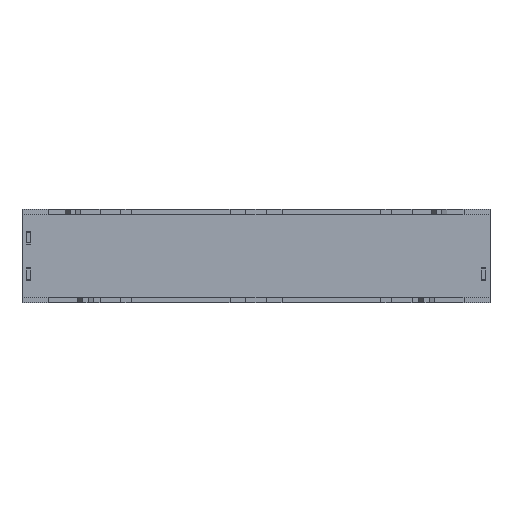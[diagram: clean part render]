
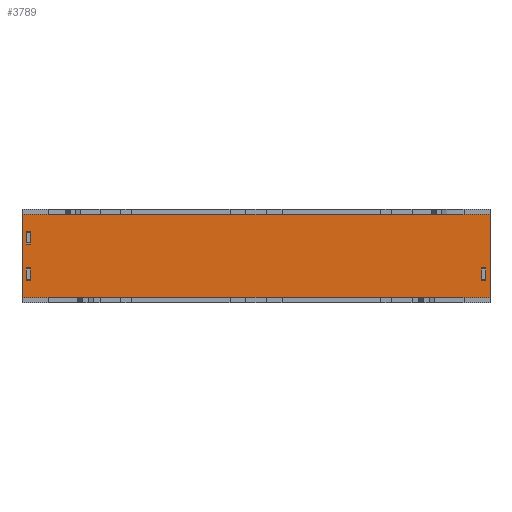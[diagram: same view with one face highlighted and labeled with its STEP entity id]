
A CAD part, front view. The second image highlights one B-rep face of the part: STEP entity #3789.
In plain terms, the highlighted planar face has unit normal (0, -1, 0).
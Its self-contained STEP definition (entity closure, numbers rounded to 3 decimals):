
#1855 = EDGE_CURVE('',#1856,#1858,#1860,.T.);
#1856 = VERTEX_POINT('',#1857);
#1857 = CARTESIAN_POINT('',(22.5,1.,4.));
#1858 = VERTEX_POINT('',#1859);
#1859 = CARTESIAN_POINT('',(22.5,1.,-4.));
#1860 = LINE('',#1861,#1862);
#1861 = CARTESIAN_POINT('',(22.5,1.,4.));
#1862 = VECTOR('',#1863,1.);
#1863 = DIRECTION('',(0.,0.,-1.));
#2192 = VERTEX_POINT('',#2193);
#2193 = CARTESIAN_POINT('',(12.,1.,4.));
#2296 = VERTEX_POINT('',#2297);
#2297 = CARTESIAN_POINT('',(1.,1.,4.));
#2352 = VERTEX_POINT('',#2353);
#2353 = CARTESIAN_POINT('',(-1.,1.,4.));
#2456 = VERTEX_POINT('',#2457);
#2457 = CARTESIAN_POINT('',(-12.,1.,4.));
#2751 = VERTEX_POINT('',#2752);
#2752 = CARTESIAN_POINT('',(-20.,1.,4.));
#2810 = VERTEX_POINT('',#2811);
#2811 = CARTESIAN_POINT('',(20.,1.,4.));
#2863 = EDGE_CURVE('',#2864,#2866,#2868,.T.);
#2864 = VERTEX_POINT('',#2865);
#2865 = CARTESIAN_POINT('',(-22.5,1.,-4.));
#2866 = VERTEX_POINT('',#2867);
#2867 = CARTESIAN_POINT('',(-22.5,1.,4.));
#2868 = LINE('',#2869,#2870);
#2869 = CARTESIAN_POINT('',(-22.5,1.,-4.));
#2870 = VECTOR('',#2871,1.);
#2871 = DIRECTION('',(0.,0.,1.));
#3071 = VERTEX_POINT('',#3072);
#3072 = CARTESIAN_POINT('',(20.,1.,-4.));
#3105 = VERTEX_POINT('',#3106);
#3106 = CARTESIAN_POINT('',(-20.,1.,-4.));
#3393 = VERTEX_POINT('',#3394);
#3394 = CARTESIAN_POINT('',(-12.,1.,-4.));
#3497 = VERTEX_POINT('',#3498);
#3498 = CARTESIAN_POINT('',(-1.,1.,-4.));
#3553 = VERTEX_POINT('',#3554);
#3554 = CARTESIAN_POINT('',(1.,1.,-4.));
#3657 = VERTEX_POINT('',#3658);
#3658 = CARTESIAN_POINT('',(12.,1.,-4.));
#3778 = EDGE_CURVE('',#1856,#2810,#3779,.T.);
#3779 = LINE('',#3780,#3781);
#3780 = CARTESIAN_POINT('',(22.5,1.,4.));
#3781 = VECTOR('',#3782,1.);
#3782 = DIRECTION('',(-1.,0.,0.));
#3789 = ADVANCED_FACE('',(#3790,#3873,#3907,#3941),#3975,.F.);
#3790 = FACE_BOUND('',#3791,.F.);
#3791 = EDGE_LOOP('',(#3792,#3798,#3799,#3805,#3811,#3817,#3823,#3829,
    #3835,#3836,#3837,#3843,#3849,#3855,#3861,#3867));
#3792 = ORIENTED_EDGE('',*,*,#3793,.F.);
#3793 = EDGE_CURVE('',#2864,#3105,#3794,.T.);
#3794 = LINE('',#3795,#3796);
#3795 = CARTESIAN_POINT('',(-22.5,1.,-4.));
#3796 = VECTOR('',#3797,1.);
#3797 = DIRECTION('',(1.,0.,0.));
#3798 = ORIENTED_EDGE('',*,*,#2863,.T.);
#3799 = ORIENTED_EDGE('',*,*,#3800,.F.);
#3800 = EDGE_CURVE('',#2751,#2866,#3801,.T.);
#3801 = LINE('',#3802,#3803);
#3802 = CARTESIAN_POINT('',(22.5,1.,4.));
#3803 = VECTOR('',#3804,1.);
#3804 = DIRECTION('',(-1.,0.,0.));
#3805 = ORIENTED_EDGE('',*,*,#3806,.F.);
#3806 = EDGE_CURVE('',#2456,#2751,#3807,.T.);
#3807 = LINE('',#3808,#3809);
#3808 = CARTESIAN_POINT('',(22.5,1.,4.));
#3809 = VECTOR('',#3810,1.);
#3810 = DIRECTION('',(-1.,0.,0.));
#3811 = ORIENTED_EDGE('',*,*,#3812,.F.);
#3812 = EDGE_CURVE('',#2352,#2456,#3813,.T.);
#3813 = LINE('',#3814,#3815);
#3814 = CARTESIAN_POINT('',(22.5,1.,4.));
#3815 = VECTOR('',#3816,1.);
#3816 = DIRECTION('',(-1.,0.,0.));
#3817 = ORIENTED_EDGE('',*,*,#3818,.F.);
#3818 = EDGE_CURVE('',#2296,#2352,#3819,.T.);
#3819 = LINE('',#3820,#3821);
#3820 = CARTESIAN_POINT('',(22.5,1.,4.));
#3821 = VECTOR('',#3822,1.);
#3822 = DIRECTION('',(-1.,0.,0.));
#3823 = ORIENTED_EDGE('',*,*,#3824,.F.);
#3824 = EDGE_CURVE('',#2192,#2296,#3825,.T.);
#3825 = LINE('',#3826,#3827);
#3826 = CARTESIAN_POINT('',(22.5,1.,4.));
#3827 = VECTOR('',#3828,1.);
#3828 = DIRECTION('',(-1.,0.,0.));
#3829 = ORIENTED_EDGE('',*,*,#3830,.F.);
#3830 = EDGE_CURVE('',#2810,#2192,#3831,.T.);
#3831 = LINE('',#3832,#3833);
#3832 = CARTESIAN_POINT('',(22.5,1.,4.));
#3833 = VECTOR('',#3834,1.);
#3834 = DIRECTION('',(-1.,0.,0.));
#3835 = ORIENTED_EDGE('',*,*,#3778,.F.);
#3836 = ORIENTED_EDGE('',*,*,#1855,.T.);
#3837 = ORIENTED_EDGE('',*,*,#3838,.F.);
#3838 = EDGE_CURVE('',#3071,#1858,#3839,.T.);
#3839 = LINE('',#3840,#3841);
#3840 = CARTESIAN_POINT('',(-22.5,1.,-4.));
#3841 = VECTOR('',#3842,1.);
#3842 = DIRECTION('',(1.,0.,0.));
#3843 = ORIENTED_EDGE('',*,*,#3844,.F.);
#3844 = EDGE_CURVE('',#3657,#3071,#3845,.T.);
#3845 = LINE('',#3846,#3847);
#3846 = CARTESIAN_POINT('',(-22.5,1.,-4.));
#3847 = VECTOR('',#3848,1.);
#3848 = DIRECTION('',(1.,0.,0.));
#3849 = ORIENTED_EDGE('',*,*,#3850,.F.);
#3850 = EDGE_CURVE('',#3553,#3657,#3851,.T.);
#3851 = LINE('',#3852,#3853);
#3852 = CARTESIAN_POINT('',(-22.5,1.,-4.));
#3853 = VECTOR('',#3854,1.);
#3854 = DIRECTION('',(1.,0.,0.));
#3855 = ORIENTED_EDGE('',*,*,#3856,.F.);
#3856 = EDGE_CURVE('',#3497,#3553,#3857,.T.);
#3857 = LINE('',#3858,#3859);
#3858 = CARTESIAN_POINT('',(-22.5,1.,-4.));
#3859 = VECTOR('',#3860,1.);
#3860 = DIRECTION('',(1.,0.,0.));
#3861 = ORIENTED_EDGE('',*,*,#3862,.F.);
#3862 = EDGE_CURVE('',#3393,#3497,#3863,.T.);
#3863 = LINE('',#3864,#3865);
#3864 = CARTESIAN_POINT('',(-22.5,1.,-4.));
#3865 = VECTOR('',#3866,1.);
#3866 = DIRECTION('',(1.,0.,0.));
#3867 = ORIENTED_EDGE('',*,*,#3868,.F.);
#3868 = EDGE_CURVE('',#3105,#3393,#3869,.T.);
#3869 = LINE('',#3870,#3871);
#3870 = CARTESIAN_POINT('',(-22.5,1.,-4.));
#3871 = VECTOR('',#3872,1.);
#3872 = DIRECTION('',(1.,0.,0.));
#3873 = FACE_BOUND('',#3874,.F.);
#3874 = EDGE_LOOP('',(#3875,#3885,#3893,#3901));
#3875 = ORIENTED_EDGE('',*,*,#3876,.F.);
#3876 = EDGE_CURVE('',#3877,#3879,#3881,.T.);
#3877 = VERTEX_POINT('',#3878);
#3878 = CARTESIAN_POINT('',(-22.1,1.,-2.35));
#3879 = VERTEX_POINT('',#3880);
#3880 = CARTESIAN_POINT('',(-22.1,1.,-1.15));
#3881 = LINE('',#3882,#3883);
#3882 = CARTESIAN_POINT('',(-22.1,1.,-2.35));
#3883 = VECTOR('',#3884,1.);
#3884 = DIRECTION('',(0.,0.,1.));
#3885 = ORIENTED_EDGE('',*,*,#3886,.F.);
#3886 = EDGE_CURVE('',#3887,#3877,#3889,.T.);
#3887 = VERTEX_POINT('',#3888);
#3888 = CARTESIAN_POINT('',(-21.7,1.,-2.35));
#3889 = LINE('',#3890,#3891);
#3890 = CARTESIAN_POINT('',(-21.7,1.,-2.35));
#3891 = VECTOR('',#3892,1.);
#3892 = DIRECTION('',(-1.,0.,0.));
#3893 = ORIENTED_EDGE('',*,*,#3894,.T.);
#3894 = EDGE_CURVE('',#3887,#3895,#3897,.T.);
#3895 = VERTEX_POINT('',#3896);
#3896 = CARTESIAN_POINT('',(-21.7,1.,-1.15));
#3897 = LINE('',#3898,#3899);
#3898 = CARTESIAN_POINT('',(-21.7,1.,-2.35));
#3899 = VECTOR('',#3900,1.);
#3900 = DIRECTION('',(0.,0.,1.));
#3901 = ORIENTED_EDGE('',*,*,#3902,.T.);
#3902 = EDGE_CURVE('',#3895,#3879,#3903,.T.);
#3903 = LINE('',#3904,#3905);
#3904 = CARTESIAN_POINT('',(-21.7,1.,-1.15));
#3905 = VECTOR('',#3906,1.);
#3906 = DIRECTION('',(-1.,0.,0.));
#3907 = FACE_BOUND('',#3908,.F.);
#3908 = EDGE_LOOP('',(#3909,#3919,#3927,#3935));
#3909 = ORIENTED_EDGE('',*,*,#3910,.F.);
#3910 = EDGE_CURVE('',#3911,#3913,#3915,.T.);
#3911 = VERTEX_POINT('',#3912);
#3912 = CARTESIAN_POINT('',(-22.1,1.,1.15));
#3913 = VERTEX_POINT('',#3914);
#3914 = CARTESIAN_POINT('',(-22.1,1.,2.35));
#3915 = LINE('',#3916,#3917);
#3916 = CARTESIAN_POINT('',(-22.1,1.,1.15));
#3917 = VECTOR('',#3918,1.);
#3918 = DIRECTION('',(0.,0.,1.));
#3919 = ORIENTED_EDGE('',*,*,#3920,.F.);
#3920 = EDGE_CURVE('',#3921,#3911,#3923,.T.);
#3921 = VERTEX_POINT('',#3922);
#3922 = CARTESIAN_POINT('',(-21.7,1.,1.15));
#3923 = LINE('',#3924,#3925);
#3924 = CARTESIAN_POINT('',(-21.7,1.,1.15));
#3925 = VECTOR('',#3926,1.);
#3926 = DIRECTION('',(-1.,0.,0.));
#3927 = ORIENTED_EDGE('',*,*,#3928,.T.);
#3928 = EDGE_CURVE('',#3921,#3929,#3931,.T.);
#3929 = VERTEX_POINT('',#3930);
#3930 = CARTESIAN_POINT('',(-21.7,1.,2.35));
#3931 = LINE('',#3932,#3933);
#3932 = CARTESIAN_POINT('',(-21.7,1.,1.15));
#3933 = VECTOR('',#3934,1.);
#3934 = DIRECTION('',(0.,0.,1.));
#3935 = ORIENTED_EDGE('',*,*,#3936,.T.);
#3936 = EDGE_CURVE('',#3929,#3913,#3937,.T.);
#3937 = LINE('',#3938,#3939);
#3938 = CARTESIAN_POINT('',(-21.7,1.,2.35));
#3939 = VECTOR('',#3940,1.);
#3940 = DIRECTION('',(-1.,0.,0.));
#3941 = FACE_BOUND('',#3942,.F.);
#3942 = EDGE_LOOP('',(#3943,#3953,#3961,#3969));
#3943 = ORIENTED_EDGE('',*,*,#3944,.F.);
#3944 = EDGE_CURVE('',#3945,#3947,#3949,.T.);
#3945 = VERTEX_POINT('',#3946);
#3946 = CARTESIAN_POINT('',(22.1,1.,-1.15));
#3947 = VERTEX_POINT('',#3948);
#3948 = CARTESIAN_POINT('',(22.1,1.,-2.35));
#3949 = LINE('',#3950,#3951);
#3950 = CARTESIAN_POINT('',(22.1,1.,-1.15));
#3951 = VECTOR('',#3952,1.);
#3952 = DIRECTION('',(0.,0.,-1.));
#3953 = ORIENTED_EDGE('',*,*,#3954,.F.);
#3954 = EDGE_CURVE('',#3955,#3945,#3957,.T.);
#3955 = VERTEX_POINT('',#3956);
#3956 = CARTESIAN_POINT('',(21.7,1.,-1.15));
#3957 = LINE('',#3958,#3959);
#3958 = CARTESIAN_POINT('',(21.7,1.,-1.15));
#3959 = VECTOR('',#3960,1.);
#3960 = DIRECTION('',(1.,0.,0.));
#3961 = ORIENTED_EDGE('',*,*,#3962,.T.);
#3962 = EDGE_CURVE('',#3955,#3963,#3965,.T.);
#3963 = VERTEX_POINT('',#3964);
#3964 = CARTESIAN_POINT('',(21.7,1.,-2.35));
#3965 = LINE('',#3966,#3967);
#3966 = CARTESIAN_POINT('',(21.7,1.,-1.15));
#3967 = VECTOR('',#3968,1.);
#3968 = DIRECTION('',(0.,0.,-1.));
#3969 = ORIENTED_EDGE('',*,*,#3970,.T.);
#3970 = EDGE_CURVE('',#3963,#3947,#3971,.T.);
#3971 = LINE('',#3972,#3973);
#3972 = CARTESIAN_POINT('',(21.7,1.,-2.35));
#3973 = VECTOR('',#3974,1.);
#3974 = DIRECTION('',(1.,0.,0.));
#3975 = PLANE('',#3976);
#3976 = AXIS2_PLACEMENT_3D('',#3977,#3978,#3979);
#3977 = CARTESIAN_POINT('',(0.,1.,0.));
#3978 = DIRECTION('',(0.,1.,0.));
#3979 = DIRECTION('',(1.,0.,0.));
